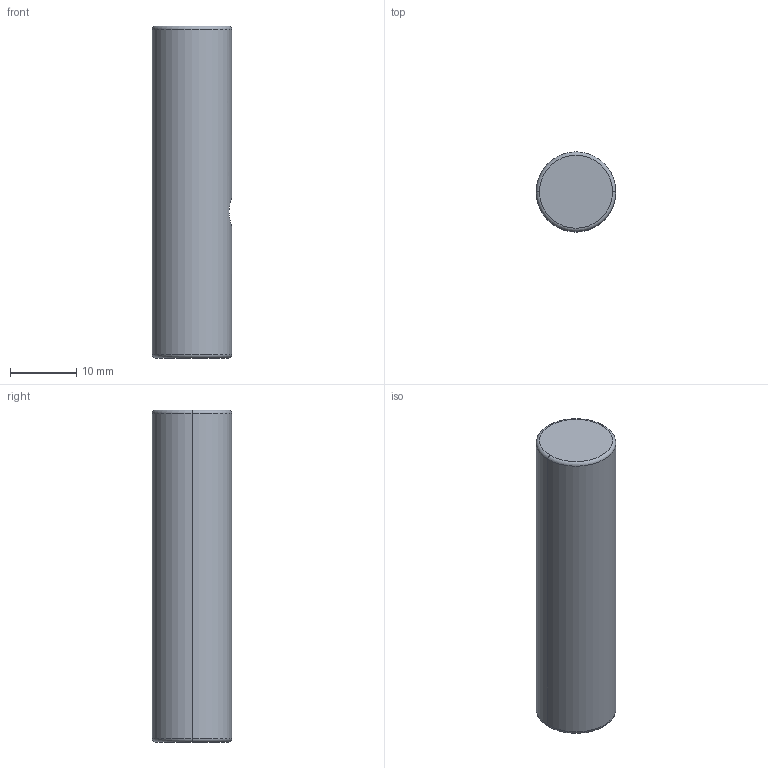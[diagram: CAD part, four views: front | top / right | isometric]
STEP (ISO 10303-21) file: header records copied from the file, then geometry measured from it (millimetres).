
FILE_DESCRIPTION((''),'2;1');
FILE_NAME('CAD-0020A','2020-10-15T08:46:56',('creinig-se'),(''),'CREO PARAMETRIC BY PTC INC, 2019292','CREO PARAMETRIC BY PTC INC, 2019292','');
FILE_SCHEMA(('CONFIG_CONTROL_DESIGN','SHAPE_APPEARANCE_LAYERS_GROUPS'));
Length unit declared in the file: millimetre
Products named in the file (1): CAD-0020A
Bounding box: 12 x 12 x 50 mm (x, y, z)
Volume: 5643.2 mm3; surface area: 2099.9 mm2
Topology: 1 solids, 1 shells, 11 faces, 74 edges, 68 vertices
Faces by surface type: torus 4, cylinder 4, plane 3
Entity records: 1088 total; most frequent: CARTESIAN_POINT 136, DIRECTION 124, PRESENTATION_STYLE_ASSIGNMENT 89, STYLED_ITEM 88, CURVE_STYLE 81, COLOUR_RGB 69, TRIMMED_CURVE 51, COMPOSITE_CURVE_SEGMENT 48
